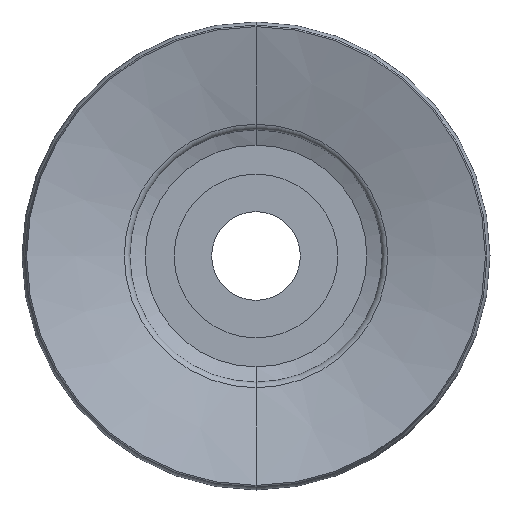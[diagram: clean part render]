
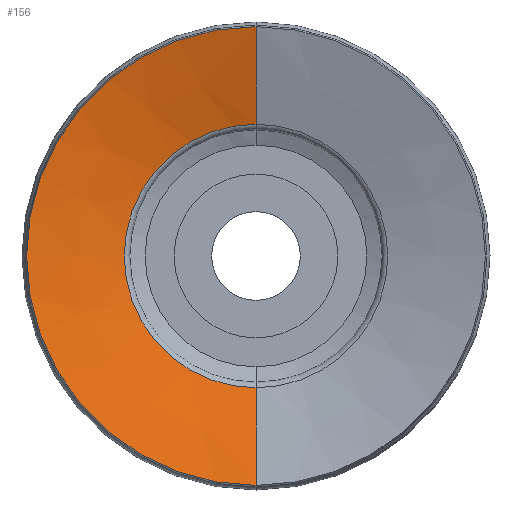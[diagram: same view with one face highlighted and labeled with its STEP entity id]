
A CAD part, front view. The second image highlights one B-rep face of the part: STEP entity #156.
In plain terms, the highlighted conical face has half-angle 74.102 degrees and reference radius 15 mm.
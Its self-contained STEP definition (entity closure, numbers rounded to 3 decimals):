
#156=ADVANCED_FACE('',(#386),#387,.F.);
#386=FACE_OUTER_BOUND('',#696,.T.);
#387=CONICAL_SURFACE('',#697,15.0,1.293);
#696=EDGE_LOOP('',(#4208,#4209,#4210,#4211));
#697=AXIS2_PLACEMENT_3D('',#4212,#4213,#4214);
#4208=ORIENTED_EDGE('',*,*,#4854,.T.);
#4209=ORIENTED_EDGE('',*,*,#4906,.T.);
#4210=ORIENTED_EDGE('',*,*,#4907,.F.);
#4211=ORIENTED_EDGE('',*,*,#4908,.F.);
#4212=CARTESIAN_POINT('',(0.0,-17.6,0.0));
#4213=DIRECTION('',(0.0,-1.0,-0.0));
#4214=DIRECTION('',(0.0,0.0,-1.0));
#4854=EDGE_CURVE('',#5187,#5191,#5193,.T.);
#4906=EDGE_CURVE('',#5191,#5271,#5272,.T.);
#4907=EDGE_CURVE('',#5273,#5271,#5274,.T.);
#4908=EDGE_CURVE('',#5187,#5273,#5275,.T.);
#5187=VERTEX_POINT('',#5654);
#5191=VERTEX_POINT('',#5658);
#5193=CIRCLE('',#5660,8.613);
#5271=VERTEX_POINT('',#5753);
#5272=LINE('',#5754,#5755);
#5273=VERTEX_POINT('',#5756);
#5274=CIRCLE('',#5757,15.0);
#5275=LINE('',#5758,#5759);
#5654=CARTESIAN_POINT('',(0.0,-15.781,-8.613));
#5658=CARTESIAN_POINT('',(0.,-15.781,8.613));
#5660=AXIS2_PLACEMENT_3D('',#7526,#7527,#7528);
#5753=CARTESIAN_POINT('',(0.0,-17.6,15.0));
#5754=CARTESIAN_POINT('',(0.,-17.6,15.0));
#5755=VECTOR('',#7619,1000.0);
#5756=CARTESIAN_POINT('',(0.,-17.6,-15.0));
#5757=AXIS2_PLACEMENT_3D('',#7620,#7621,#7622);
#5758=CARTESIAN_POINT('',(0.0,-17.6,-15.0));
#5759=VECTOR('',#7623,1000.0);
#7526=CARTESIAN_POINT('',(0.0,-15.781,0.0));
#7527=DIRECTION('',(0.0,1.0,0.0));
#7528=DIRECTION('',(0.0,0.0,1.0));
#7619=DIRECTION('',(0.,-0.274,0.962));
#7620=CARTESIAN_POINT('',(0.0,-17.6,0.0));
#7621=DIRECTION('',(0.0,1.0,0.0));
#7622=DIRECTION('',(0.0,0.0,1.0));
#7623=DIRECTION('',(0.0,-0.274,-0.962));
